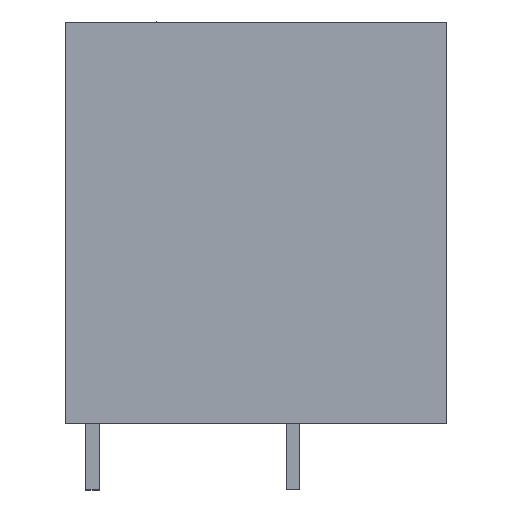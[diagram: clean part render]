
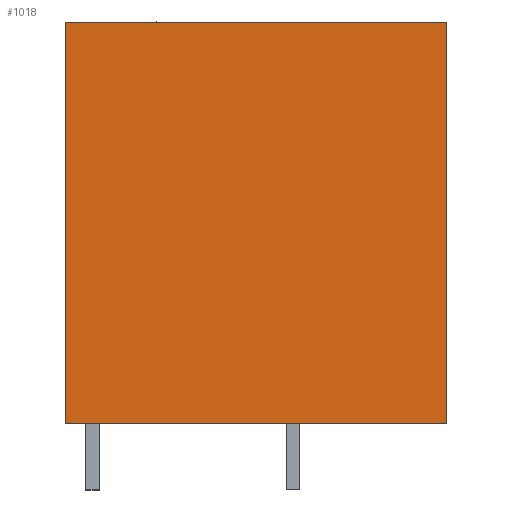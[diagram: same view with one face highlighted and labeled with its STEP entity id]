
A CAD part, left-side view. The second image highlights one B-rep face of the part: STEP entity #1018.
In plain terms, the highlighted planar face has unit normal (-1, 0, 0).
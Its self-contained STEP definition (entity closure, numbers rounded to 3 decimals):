
#998=AXIS2_PLACEMENT_3D('Plane Axis2P3D',#995,#996,#997) ;
#40=CARTESIAN_POINT('Vertex',(0.,0.,5.)) ;
#45=CARTESIAN_POINT('Line Origine',(0.,14.275,5.)) ;
#49=CARTESIAN_POINT('Vertex',(0.,28.55,5.)) ;
#530=CARTESIAN_POINT('Line Origine',(0.,0.,20.)) ;
#534=CARTESIAN_POINT('Vertex',(0.,0.,35.)) ;
#995=CARTESIAN_POINT('Axis2P3D Location',(0.,28.55,0.)) ;
#1000=CARTESIAN_POINT('Line Origine',(0.,14.275,35.)) ;
#1004=CARTESIAN_POINT('Vertex',(0.,28.55,35.)) ;
#1007=CARTESIAN_POINT('Line Origine',(0.,28.55,20.)) ;
#46=DIRECTION('Vector Direction',(0.,-1.,0.)) ;
#531=DIRECTION('Vector Direction',(0.,0.,1.)) ;
#996=DIRECTION('Axis2P3D Direction',(-1.,0.,0.)) ;
#997=DIRECTION('Axis2P3D XDirection',(0.,-1.,0.)) ;
#1001=DIRECTION('Vector Direction',(0.,1.,0.)) ;
#1008=DIRECTION('Vector Direction',(0.,0.,-1.)) ;
#47=VECTOR('Line Direction',#46,1.) ;
#532=VECTOR('Line Direction',#531,1.) ;
#1002=VECTOR('Line Direction',#1001,1.) ;
#1009=VECTOR('Line Direction',#1008,1.) ;
#1013=ORIENTED_EDGE('',*,*,#51,.T.) ;
#1014=ORIENTED_EDGE('',*,*,#536,.T.) ;
#1015=ORIENTED_EDGE('',*,*,#1006,.T.) ;
#1016=ORIENTED_EDGE('',*,*,#1011,.T.) ;
#1018=ADVANCED_FACE('HOUSING',(#1017),#999,.T.) ;
#51=EDGE_CURVE('',#50,#41,#48,.T.) ;
#536=EDGE_CURVE('',#41,#535,#533,.T.) ;
#1006=EDGE_CURVE('',#535,#1005,#1003,.T.) ;
#1011=EDGE_CURVE('',#1005,#50,#1010,.T.) ;
#1012=EDGE_LOOP('',(#1013,#1014,#1015,#1016)) ;
#1017=FACE_OUTER_BOUND('',#1012,.T.) ;
#48=LINE('Line',#45,#47) ;
#533=LINE('Line',#530,#532) ;
#1003=LINE('Line',#1000,#1002) ;
#1010=LINE('Line',#1007,#1009) ;
#999=PLANE('',#998) ;
#41=VERTEX_POINT('',#40) ;
#50=VERTEX_POINT('',#49) ;
#535=VERTEX_POINT('',#534) ;
#1005=VERTEX_POINT('',#1004) ;
